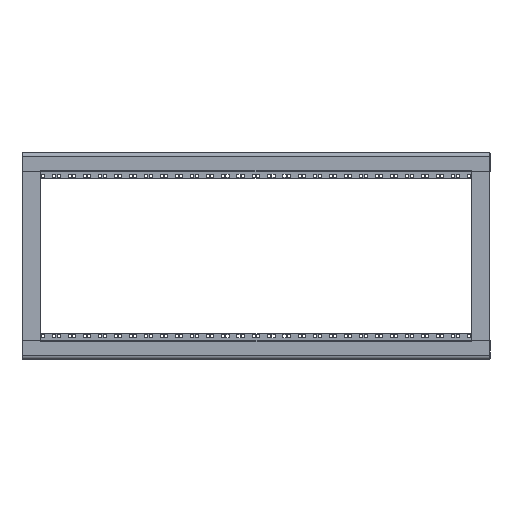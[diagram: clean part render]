
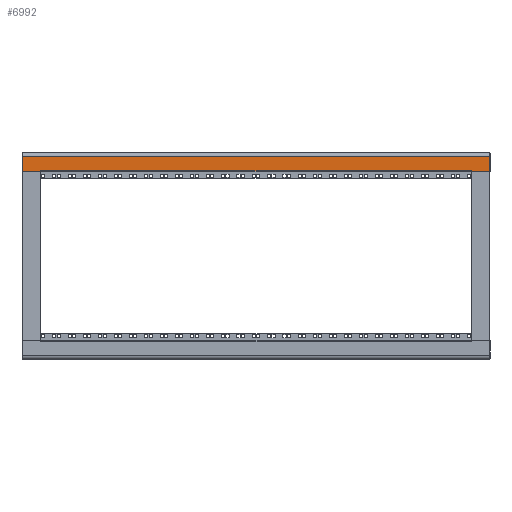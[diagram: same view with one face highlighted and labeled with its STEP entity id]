
A CAD part, top view. The second image highlights one B-rep face of the part: STEP entity #6992.
In plain terms, the highlighted planar face has unit normal (0, 0, 1).
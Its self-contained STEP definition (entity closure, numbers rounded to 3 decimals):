
#174 = VECTOR ( 'NONE', #3590, 1000. ) ;
#1100 = DIRECTION ( 'NONE',  ( 0., 1., 0. ) ) ;
#1101 = CARTESIAN_POINT ( 'NONE',  ( 675.9, -25.5, 1.5 ) ) ;
#1102 = LINE ( 'NONE', #1101, #8637 ) ;
#1994 = CARTESIAN_POINT ( 'NONE',  ( 675.9, 18.5, 1.5 ) ) ;
#2235 = CARTESIAN_POINT ( 'NONE',  ( 675.9, -25.5, 1.5 ) ) ;
#2400 = CARTESIAN_POINT ( 'NONE',  ( 623.75, -23.9, 1.5 ) ) ;
#2452 = CARTESIAN_POINT ( 'NONE',  ( -623.75, -23.9, 1.5 ) ) ;
#2493 = CARTESIAN_POINT ( 'NONE',  ( -675.9, -25.5, 1.5 ) ) ;
#2525 = CARTESIAN_POINT ( 'NONE',  ( 623.75, -25.5, 1.5 ) ) ;
#3049 = VERTEX_POINT ( 'NONE', #9407 ) ;
#3080 = VERTEX_POINT ( 'NONE', #9124 ) ;
#3211 = VERTEX_POINT ( 'NONE', #2452 ) ;
#3251 = VERTEX_POINT ( 'NONE', #2235 ) ;
#3319 = VERTEX_POINT ( 'NONE', #2493 ) ;
#3323 = VERTEX_POINT ( 'NONE', #2525 ) ;
#3340 = VERTEX_POINT ( 'NONE', #2400 ) ;
#3590 = DIRECTION ( 'NONE',  ( -1., 0., 0. ) ) ;
#3715 = LINE ( 'NONE', #3729, #174 ) ;
#3729 = CARTESIAN_POINT ( 'NONE',  ( 675.9, 18.5, 1.5 ) ) ;
#3926 = LINE ( 'NONE', #3934, #5279 ) ;
#3934 = CARTESIAN_POINT ( 'NONE',  ( -675.9, 25.5, 1.5 ) ) ;
#3939 = DIRECTION ( 'NONE',  ( 0., -1., 0. ) ) ;
#5279 = VECTOR ( 'NONE', #3939, 1000. ) ;
#5317 = EDGE_CURVE ( 'NONE', #3080, #3319, #3926, .T. ) ;
#5348 = EDGE_CURVE ( 'NONE', #7762, #3080, #3715, .T. ) ;
#6383 = ORIENTED_EDGE ( 'NONE', *, *, #6980, .T. ) ;
#6474 = ORIENTED_EDGE ( 'NONE', *, *, #6987, .T. ) ;
#6576 = ORIENTED_EDGE ( 'NONE', *, *, #6969, .T. ) ;
#6594 = ORIENTED_EDGE ( 'NONE', *, *, #6966, .T. ) ;
#6662 = ORIENTED_EDGE ( 'NONE', *, *, #5317, .T. ) ;
#6774 = ORIENTED_EDGE ( 'NONE', *, *, #6967, .T. ) ;
#6775 = ORIENTED_EDGE ( 'NONE', *, *, #7089, .T. ) ;
#6855 = ORIENTED_EDGE ( 'NONE', *, *, #5348, .T. ) ;
#6966 = EDGE_CURVE ( 'NONE', #3323, #3251, #7173, .T. ) ;
#6967 = EDGE_CURVE ( 'NONE', #3211, #3340, #7499, .T. ) ;
#6969 = EDGE_CURVE ( 'NONE', #3319, #3049, #7376, .T. ) ;
#6980 = EDGE_CURVE ( 'NONE', #3340, #3323, #7234, .T. ) ;
#6987 = EDGE_CURVE ( 'NONE', #3049, #3211, #7225, .T. ) ;
#6992 = ADVANCED_FACE ( 'NONE', ( #7251 ), #7199, .T. ) ;
#7089 = EDGE_CURVE ( 'NONE', #3251, #7762, #1102, .T. ) ;
#7173 = LINE ( 'NONE', #7458, #8613 ) ;
#7199 = PLANE ( 'NONE',  #8593 ) ;
#7225 = LINE ( 'NONE', #7226, #8646 ) ;
#7226 = CARTESIAN_POINT ( 'NONE',  ( -623.75, -25.5, 1.5 ) ) ;
#7234 = LINE ( 'NONE', #7236, #8630 ) ;
#7236 = CARTESIAN_POINT ( 'NONE',  ( 623.75, -25.5, 1.5 ) ) ;
#7238 = DIRECTION ( 'NONE',  ( 0., -1., 0. ) ) ;
#7245 = CARTESIAN_POINT ( 'NONE',  ( -677.5, -25.5, 1.5 ) ) ;
#7251 = FACE_OUTER_BOUND ( 'NONE', #9439, .T. ) ;
#7275 = CARTESIAN_POINT ( 'NONE',  ( -623.75, -23.9, 1.5 ) ) ;
#7330 = DIRECTION ( 'NONE',  ( 1., 0., 0. ) ) ;
#7375 = DIRECTION ( 'NONE',  ( 1., 0., 0. ) ) ;
#7376 = LINE ( 'NONE', #7377, #8582 ) ;
#7377 = CARTESIAN_POINT ( 'NONE',  ( -677.5, -25.5, 1.5 ) ) ;
#7414 = DIRECTION ( 'NONE',  ( 0., 0., 1. ) ) ;
#7416 = DIRECTION ( 'NONE',  ( 1., 0., 0. ) ) ;
#7442 = DIRECTION ( 'NONE',  ( 0., 1., 0. ) ) ;
#7457 = DIRECTION ( 'NONE',  ( 1., 0., 0. ) ) ;
#7458 = CARTESIAN_POINT ( 'NONE',  ( -677.5, -25.5, 1.5 ) ) ;
#7499 = LINE ( 'NONE', #7275, #8680 ) ;
#7762 = VERTEX_POINT ( 'NONE', #1994 ) ;
#8582 = VECTOR ( 'NONE', #7375, 1000. ) ;
#8593 = AXIS2_PLACEMENT_3D ( 'NONE', #7245, #7414, #7416 ) ;
#8613 = VECTOR ( 'NONE', #7457, 1000. ) ;
#8630 = VECTOR ( 'NONE', #7238, 1000. ) ;
#8637 = VECTOR ( 'NONE', #1100, 1000. ) ;
#8646 = VECTOR ( 'NONE', #7442, 1000. ) ;
#8680 = VECTOR ( 'NONE', #7330, 1000. ) ;
#9124 = CARTESIAN_POINT ( 'NONE',  ( -675.9, 18.5, 1.5 ) ) ;
#9407 = CARTESIAN_POINT ( 'NONE',  ( -623.75, -25.5, 1.5 ) ) ;
#9439 = EDGE_LOOP ( 'NONE', ( #6576, #6474, #6774, #6383, #6594, #6775, #6855, #6662 ) ) ;
